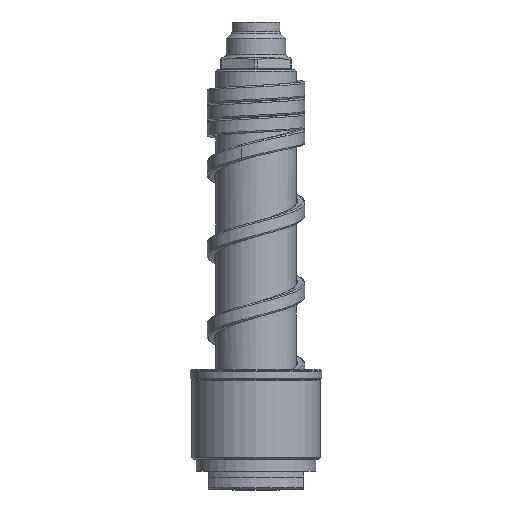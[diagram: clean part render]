
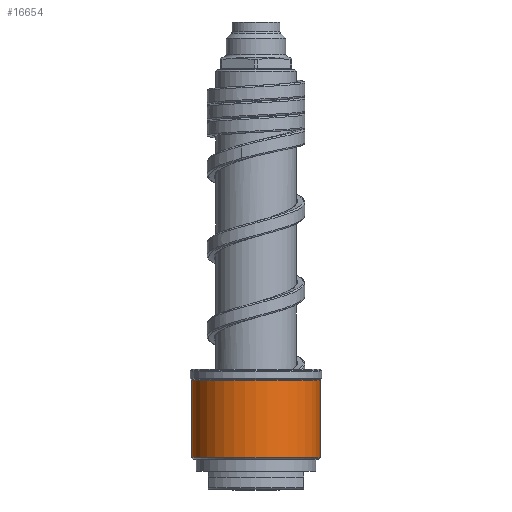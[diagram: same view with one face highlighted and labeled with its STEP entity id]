
A CAD part, front view. The second image highlights one B-rep face of the part: STEP entity #16654.
In plain terms, the highlighted cylindrical face has radius 21.5 mm (diameter 43 mm), a partial arc.
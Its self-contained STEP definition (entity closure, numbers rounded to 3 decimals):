
#6467=CARTESIAN_POINT('',(0.,0.,10.583));
#6468=DIRECTION('',(0.,0.,1.));
#6469=DIRECTION('',(-1.,0.,0.));
#6470=AXIS2_PLACEMENT_3D('',#6467,#6468,#6469);
#6472=DIRECTION('',(0.,0.,-1.));
#6473=VECTOR('',#6472,25.834);
#6474=CARTESIAN_POINT('',(-21.5,0.,36.417));
#6475=LINE('',#6474,#6473);
#6476=CARTESIAN_POINT('',(0.,0.,36.417));
#6477=DIRECTION('',(0.,0.,1.));
#6478=DIRECTION('',(-1.,0.,0.));
#6479=AXIS2_PLACEMENT_3D('',#6476,#6477,#6478);
#6481=DIRECTION('',(0.,0.,-1.));
#6482=VECTOR('',#6481,25.834);
#6483=CARTESIAN_POINT('',(21.5,0.,36.417));
#6484=LINE('',#6483,#6482);
#6825=CARTESIAN_POINT('',(21.5,0.,36.417));
#6826=CARTESIAN_POINT('',(-21.5,0.,36.417));
#6827=VERTEX_POINT('',#6825);
#6828=VERTEX_POINT('',#6826);
#6851=CARTESIAN_POINT('',(21.5,0.,10.583));
#6852=VERTEX_POINT('',#6851);
#6853=CARTESIAN_POINT('',(-21.5,0.,10.583));
#6854=VERTEX_POINT('',#6853);
#16642=CARTESIAN_POINT('',(0.,0.,8.5));
#16643=DIRECTION('',(0.,0.,1.));
#16644=DIRECTION('',(-1.,0.,0.));
#16645=AXIS2_PLACEMENT_3D('',#16642,#16643,#16644);
#16646=CYLINDRICAL_SURFACE('',#16645,21.5);
#16647=ORIENTED_EDGE('',*,*,#14621,.F.);
#16648=ORIENTED_EDGE('',*,*,#14602,.F.);
#16650=ORIENTED_EDGE('',*,*,#16649,.T.);
#16651=ORIENTED_EDGE('',*,*,#14598,.T.);
#16652=EDGE_LOOP('',(#16647,#16648,#16650,#16651));
#16653=FACE_OUTER_BOUND('',#16652,.F.);
#6471=CIRCLE('',#6470,21.5);
#6480=CIRCLE('',#6479,21.5);
#14598=EDGE_CURVE('',#6827,#6852,#6484,.T.);
#14602=EDGE_CURVE('',#6828,#6854,#6475,.T.);
#14621=EDGE_CURVE('',#6854,#6852,#6471,.T.);
#16649=EDGE_CURVE('',#6828,#6827,#6480,.T.);
#16654=ADVANCED_FACE('',(#16653),#16646,.T.);
